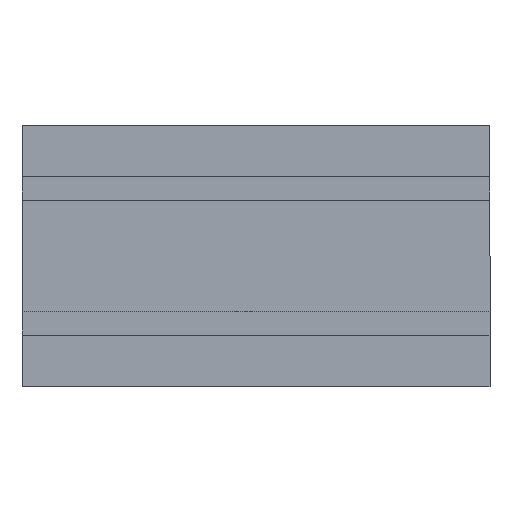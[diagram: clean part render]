
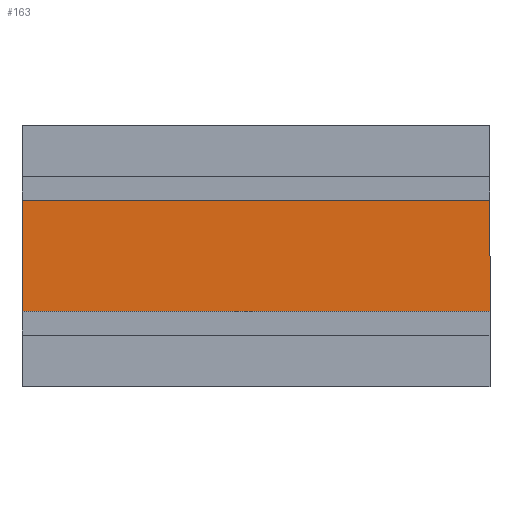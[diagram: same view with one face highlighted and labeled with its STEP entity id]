
A CAD part, top view. The second image highlights one B-rep face of the part: STEP entity #163.
In plain terms, the highlighted planar face has unit normal (0, 0, 1).
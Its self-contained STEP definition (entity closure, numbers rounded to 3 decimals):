
#4 = CARTESIAN_POINT ( 'NONE',  ( 0., 0., 2. ) ) ;
#11 = CARTESIAN_POINT ( 'NONE',  ( 14.75, 8.25, 2. ) ) ;
#32 = VERTEX_POINT ( 'NONE', #375 ) ;
#40 = EDGE_LOOP ( 'NONE', ( #369, #309, #464, #344 ) ) ;
#45 = DIRECTION ( 'NONE',  ( -1., 0., 0. ) ) ;
#87 = VECTOR ( 'NONE', #330, 1000. ) ;
#107 = VERTEX_POINT ( 'NONE', #207 ) ;
#122 = EDGE_CURVE ( 'NONE', #107, #345, #327, .T. ) ;
#128 = DIRECTION ( 'NONE',  ( 1., 0., 0. ) ) ;
#133 = EDGE_CURVE ( 'NONE', #345, #32, #288, .T. ) ;
#143 = VERTEX_POINT ( 'NONE', #407 ) ;
#160 = CARTESIAN_POINT ( 'NONE',  ( 0., 3.5, 2. ) ) ;
#163 = ADVANCED_FACE ( 'NONE', ( #235 ), #357, .T. ) ;
#194 = AXIS2_PLACEMENT_3D ( 'NONE', #4, #315, #128 ) ;
#207 = CARTESIAN_POINT ( 'NONE',  ( 14.75, 3.5, 2. ) ) ;
#235 = FACE_OUTER_BOUND ( 'NONE', #40, .T. ) ;
#239 = CARTESIAN_POINT ( 'NONE',  ( 0., -3.5, 2. ) ) ;
#241 = LINE ( 'NONE', #11, #312 ) ;
#252 = CARTESIAN_POINT ( 'NONE',  ( -14.75, 8.25, 2. ) ) ;
#280 = DIRECTION ( 'NONE',  ( 0., 1., 0. ) ) ;
#288 = LINE ( 'NONE', #252, #87 ) ;
#299 = EDGE_CURVE ( 'NONE', #143, #32, #314, .T. ) ;
#309 = ORIENTED_EDGE ( 'NONE', *, *, #299, .F. ) ;
#312 = VECTOR ( 'NONE', #280, 1000. ) ;
#314 = LINE ( 'NONE', #239, #356 ) ;
#315 = DIRECTION ( 'NONE',  ( 0., 0., 1. ) ) ;
#322 = DIRECTION ( 'NONE',  ( -1., 0., 0. ) ) ;
#327 = LINE ( 'NONE', #160, #349 ) ;
#330 = DIRECTION ( 'NONE',  ( 0., -1., 0. ) ) ;
#336 = EDGE_CURVE ( 'NONE', #143, #107, #241, .T. ) ;
#344 = ORIENTED_EDGE ( 'NONE', *, *, #122, .T. ) ;
#345 = VERTEX_POINT ( 'NONE', #438 ) ;
#349 = VECTOR ( 'NONE', #322, 1000. ) ;
#356 = VECTOR ( 'NONE', #45, 1000. ) ;
#357 = PLANE ( 'NONE',  #194 ) ;
#369 = ORIENTED_EDGE ( 'NONE', *, *, #133, .T. ) ;
#375 = CARTESIAN_POINT ( 'NONE',  ( -14.75, -3.5, 2. ) ) ;
#407 = CARTESIAN_POINT ( 'NONE',  ( 14.75, -3.5, 2. ) ) ;
#438 = CARTESIAN_POINT ( 'NONE',  ( -14.75, 3.5, 2. ) ) ;
#464 = ORIENTED_EDGE ( 'NONE', *, *, #336, .T. ) ;
